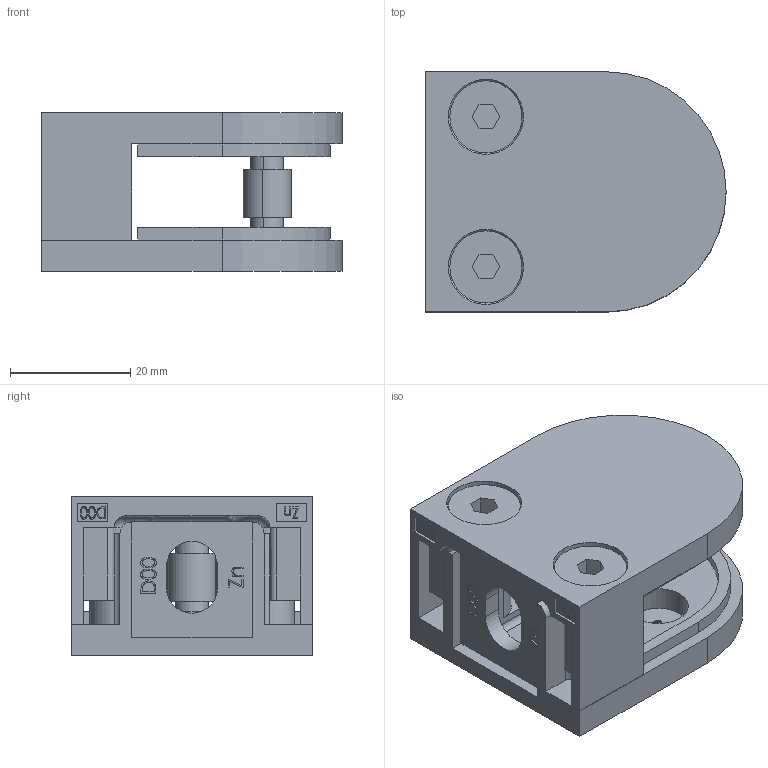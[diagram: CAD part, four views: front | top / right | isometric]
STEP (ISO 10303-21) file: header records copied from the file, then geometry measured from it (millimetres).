
FILE_DESCRIPTION (( 'STEP AP214' ), '1' );
FILE_NAME ('ZN_2000-000.STEP', '2022-11-18T06:50:06', ( '' ), ( '' ), 'SwSTEP 2.0', 'SolidWorks 2019', '' );
FILE_SCHEMA (( 'AUTOMOTIVE_DESIGN' ));
Length unit declared in the file: millimetre
Products named in the file (7): ZN_2000-000.P3_skupina; ZN_2000-000.P31; Skrutka DIN 7991_Skrutka M 6x 16; ZN_2000-000; ZN_2000-000.P32; ZN_2000-000.P1; ZN_2000-000.P2
Assembly tree (7 placements, depth 3):
  ZN_2000-000
    ZN_2000-000.P1
    ZN_2000-000.P2
    Skrutka DIN 7991_Skrutka M 6x 16  x2
    ZN_2000-000.P3_skupina
      ZN_2000-000.P31
      ZN_2000-000.P32
Bounding box: 50 x 40 x 26.4 mm (x, y, z)
Volume: 23795.4 mm3; surface area: 16160.1 mm2
Topology: 6 solids, 6 shells, 398 faces, 988 edges, 626 vertices
Faces by surface type: plane 186, cylinder 96, bspline 80, cone 24, sphere 10, torus 2
Entity records: 17160 total; most frequent: CARTESIAN_POINT 8174, ORIENTED_EDGE 1876, DIRECTION 1604, EDGE_CURVE 938, VERTEX_POINT 604, LINE 576, VECTOR 576, AXIS2_PLACEMENT_3D 514
